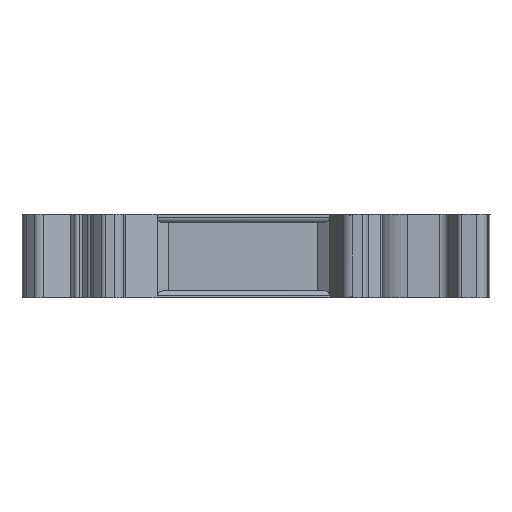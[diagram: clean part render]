
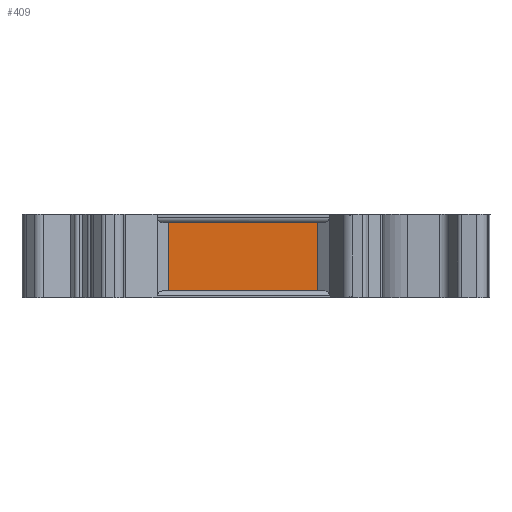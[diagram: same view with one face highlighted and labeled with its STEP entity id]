
A CAD part, left-side view. The second image highlights one B-rep face of the part: STEP entity #409.
In plain terms, the highlighted planar face has unit normal (-1, 0, 0).
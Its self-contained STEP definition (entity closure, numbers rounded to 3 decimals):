
#196=PLANE('',#4679);
#409=ADVANCED_FACE('',(#709),#196,.F.);
#709=FACE_OUTER_BOUND('',#931,.T.);
#931=EDGE_LOOP('',(#3047,#3048,#3049,#3050));
#1241=LINE('',#6898,#1688);
#1244=LINE('',#6904,#1691);
#1247=LINE('',#6910,#1694);
#1248=LINE('',#6912,#1695);
#1688=VECTOR('',#5441,1.);
#1691=VECTOR('',#5446,1.);
#1694=VECTOR('',#5451,1.);
#1695=VECTOR('',#5454,1.);
#3047=ORIENTED_EDGE('',*,*,#3997,.T.);
#3048=ORIENTED_EDGE('',*,*,#3991,.T.);
#3049=ORIENTED_EDGE('',*,*,#3998,.T.);
#3050=ORIENTED_EDGE('',*,*,#3994,.T.);
#3501=VERTEX_POINT('',#6899);
#3502=VERTEX_POINT('',#6900);
#3503=VERTEX_POINT('',#6905);
#3504=VERTEX_POINT('',#6906);
#3991=EDGE_CURVE('',#3501,#3502,#1241,.T.);
#3994=EDGE_CURVE('',#3503,#3504,#1244,.T.);
#3997=EDGE_CURVE('',#3504,#3501,#1247,.T.);
#3998=EDGE_CURVE('',#3502,#3503,#1248,.T.);
#4679=AXIS2_PLACEMENT_3D('',#7253,#5868,#5869);
#5441=DIRECTION('',(0.,-1.,0.));
#5446=DIRECTION('',(0.,1.,0.));
#5451=DIRECTION('',(0.,0.,-1.));
#5454=DIRECTION('',(0.,0.,1.));
#5868=DIRECTION('',(1.,0.,0.));
#5869=DIRECTION('',(0.,1.,0.));
#6898=CARTESIAN_POINT('',(-52.006,31.594,-7.45));
#6899=CARTESIAN_POINT('',(-52.006,17.275,-7.45));
#6900=CARTESIAN_POINT('',(-52.006,2.809,-7.45));
#6904=CARTESIAN_POINT('',(-52.006,31.594,-0.8));
#6905=CARTESIAN_POINT('',(-52.006,2.809,-0.8));
#6906=CARTESIAN_POINT('',(-52.006,17.275,-0.8));
#6910=CARTESIAN_POINT('',(-52.006,17.275,0.));
#6912=CARTESIAN_POINT('',(-52.006,2.809,0.));
#7253=CARTESIAN_POINT('',(-52.006,23.907,0.));
